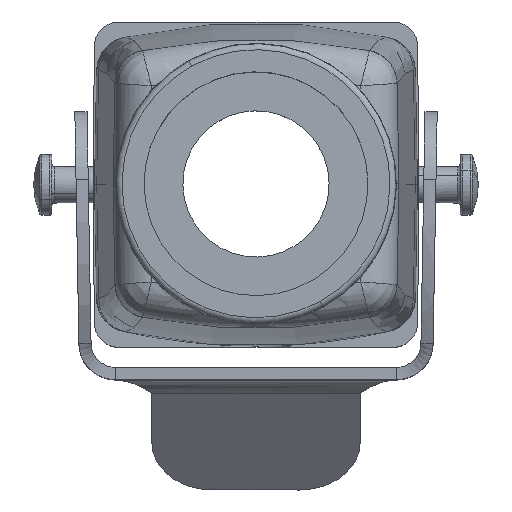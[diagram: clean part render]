
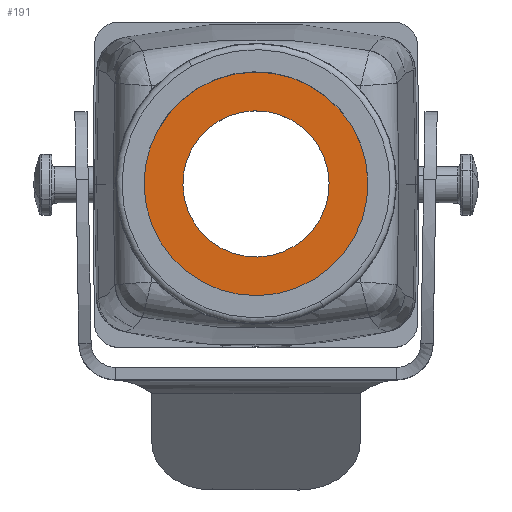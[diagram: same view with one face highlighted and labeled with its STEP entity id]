
A CAD part, top view. The second image highlights one B-rep face of the part: STEP entity #191.
In plain terms, the highlighted planar face has unit normal (0, 0, 1).
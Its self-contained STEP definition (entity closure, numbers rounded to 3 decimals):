
#38=AXIS2_PLACEMENT_3D('Circle Axis2P3D',#36,#37,$) ;
#73=AXIS2_PLACEMENT_3D('Circle Axis2P3D',#71,#72,$) ;
#167=AXIS2_PLACEMENT_3D('Plane Axis2P3D',#164,#165,#166) ;
#171=AXIS2_PLACEMENT_3D('Circle Axis2P3D',#169,#170,$) ;
#180=AXIS2_PLACEMENT_3D('Circle Axis2P3D',#178,#179,$) ;
#36=CARTESIAN_POINT('Axis2P3D Location',(18.25,25.,68.417)) ;
#40=CARTESIAN_POINT('Vertex',(15.373,19.735,68.417)) ;
#42=CARTESIAN_POINT('Vertex',(21.127,30.265,68.417)) ;
#71=CARTESIAN_POINT('Axis2P3D Location',(18.25,25.,68.417)) ;
#164=CARTESIAN_POINT('Axis2P3D Location',(18.25,25.,68.417)) ;
#169=CARTESIAN_POINT('Axis2P3D Location',(18.25,25.,68.417)) ;
#173=CARTESIAN_POINT('Vertex',(13.845,16.937,68.417)) ;
#175=CARTESIAN_POINT('Vertex',(22.655,33.063,68.417)) ;
#178=CARTESIAN_POINT('Axis2P3D Location',(18.25,25.,68.417)) ;
#37=DIRECTION('Axis2P3D Direction',(0.,0.,-1.)) ;
#72=DIRECTION('Axis2P3D Direction',(0.,0.,-1.)) ;
#165=DIRECTION('Axis2P3D Direction',(0.,0.,-1.)) ;
#166=DIRECTION('Axis2P3D XDirection',(0.,1.,0.)) ;
#170=DIRECTION('Axis2P3D Direction',(0.,0.,-1.)) ;
#179=DIRECTION('Axis2P3D Direction',(0.,0.,-1.)) ;
#184=ORIENTED_EDGE('',*,*,#177,.F.) ;
#185=ORIENTED_EDGE('',*,*,#182,.F.) ;
#188=ORIENTED_EDGE('',*,*,#44,.T.) ;
#189=ORIENTED_EDGE('',*,*,#75,.T.) ;
#190=FACE_BOUND('',#187,.T.) ;
#191=ADVANCED_FACE('Hauptk\X2\00F6\X0\rper',(#186,#190),#168,.F.) ;
#39=CIRCLE('generated circle',#38,6.) ;
#74=CIRCLE('generated circle',#73,6.) ;
#172=CIRCLE('generated circle',#171,9.188) ;
#181=CIRCLE('generated circle',#180,9.188) ;
#44=EDGE_CURVE('',#41,#43,#39,.T.) ;
#75=EDGE_CURVE('',#43,#41,#74,.T.) ;
#177=EDGE_CURVE('',#174,#176,#172,.T.) ;
#182=EDGE_CURVE('',#176,#174,#181,.T.) ;
#183=EDGE_LOOP('',(#184,#185)) ;
#187=EDGE_LOOP('',(#188,#189)) ;
#186=FACE_OUTER_BOUND('',#183,.T.) ;
#168=PLANE('',#167) ;
#41=VERTEX_POINT('',#40) ;
#43=VERTEX_POINT('',#42) ;
#174=VERTEX_POINT('',#173) ;
#176=VERTEX_POINT('',#175) ;
